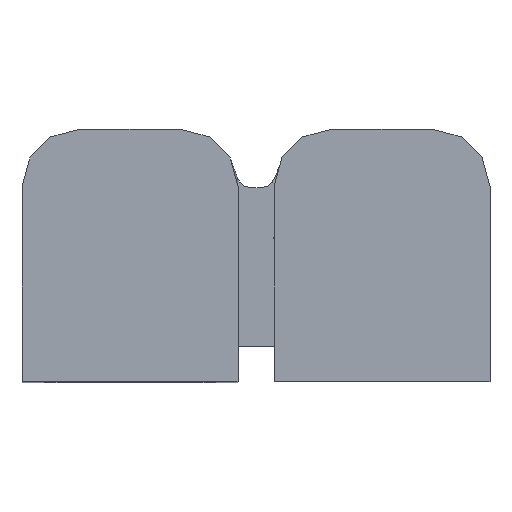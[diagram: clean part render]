
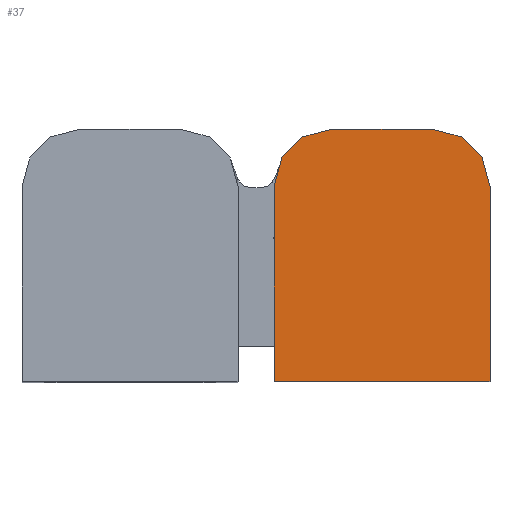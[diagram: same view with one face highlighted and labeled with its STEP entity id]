
A CAD part, top view. The second image highlights one B-rep face of the part: STEP entity #37.
In plain terms, the highlighted planar face has unit normal (0, 0, 1).
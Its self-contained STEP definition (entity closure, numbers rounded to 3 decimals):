
#37=ADVANCED_FACE('',(#405),#4844,.T.);
#405=FACE_OUTER_BOUND('',#775,.T.);
#775=EDGE_LOOP('',(#1203,#1204,#1205,#1206,#1207,#1208));
#1203=ORIENTED_EDGE('',*,*,#3167,.F.);
#1204=ORIENTED_EDGE('',*,*,#3171,.F.);
#1205=ORIENTED_EDGE('',*,*,#3174,.F.);
#1206=ORIENTED_EDGE('',*,*,#3183,.F.);
#1207=ORIENTED_EDGE('',*,*,#3186,.F.);
#1208=ORIENTED_EDGE('',*,*,#3188,.T.);
#3167=EDGE_CURVE('',#4174,#4175,#6194,.T.);
#3171=EDGE_CURVE('',#4177,#4174,#5520,.T.);
#3174=EDGE_CURVE('',#4179,#4177,#5523,.T.);
#3183=EDGE_CURVE('',#4185,#4179,#5532,.T.);
#3186=EDGE_CURVE('',#4187,#4185,#6196,.T.);
#3188=EDGE_CURVE('',#4187,#4175,#5534,.T.);
#4174=VERTEX_POINT('',#22841);
#4175=VERTEX_POINT('',#22842);
#4177=VERTEX_POINT('',#22844);
#4179=VERTEX_POINT('',#22846);
#4185=VERTEX_POINT('',#22852);
#4187=VERTEX_POINT('',#22854);
#4844=PLANE('',#6728);
#5520=B_SPLINE_CURVE_WITH_KNOTS('',1,(#23120,#23121),.UNSPECIFIED.,.F.,
 .F.,(2,2),(0.,13.5),.UNSPECIFIED.);
#5523=B_SPLINE_CURVE_WITH_KNOTS('',1,(#23126,#23127),.UNSPECIFIED.,.F.,
 .F.,(2,2),(0.,15.),.UNSPECIFIED.);
#5532=B_SPLINE_CURVE_WITH_KNOTS('',1,(#23144,#23145),.UNSPECIFIED.,.F.,
 .F.,(2,2),(0.,13.5),.UNSPECIFIED.);
#5534=B_SPLINE_CURVE_WITH_KNOTS('',1,(#23156,#23157),.UNSPECIFIED.,.F.,
 .F.,(2,2),(0.,7.),.UNSPECIFIED.);
#6194=TRIMMED_CURVE($,#6374,(#23112),(#23113),.T.,.CARTESIAN.);
#6196=TRIMMED_CURVE($,#6376,(#23152),(#23153),.T.,.CARTESIAN.);
#6374=CIRCLE('',#6765,4.);
#6376=CIRCLE('',#6767,4.);
#6728=AXIS2_PLACEMENT_3D('',#22795,#7298,$);
#6765=AXIS2_PLACEMENT_3D($,#23111,#7340,#7341);
#6767=AXIS2_PLACEMENT_3D($,#23151,#7344,#7345);
#7298=DIRECTION('',(0.,0.,1.));
#7340=DIRECTION('',(0.,0.,-1.));
#7341=DIRECTION('',(-1.,0.,0.));
#7344=DIRECTION('',(0.,0.,-1.));
#7345=DIRECTION('',(0.,1.,0.));
#22795=CARTESIAN_POINT('',(9.788,21.488,33.616));
#22841=CARTESIAN_POINT('',(11.3,36.75,33.616));
#22842=CARTESIAN_POINT('',(15.3,40.75,33.616));
#22844=CARTESIAN_POINT('',(11.3,23.25,33.616));
#22846=CARTESIAN_POINT('',(26.3,23.25,33.616));
#22852=CARTESIAN_POINT('',(26.3,36.75,33.616));
#22854=CARTESIAN_POINT('',(22.3,40.75,33.616));
#23111=CARTESIAN_POINT('',(15.3,36.75,33.616));
#23112=CARTESIAN_POINT('',(11.3,36.75,33.616));
#23113=CARTESIAN_POINT('',(15.3,40.75,33.616));
#23120=CARTESIAN_POINT('',(11.3,23.25,33.616));
#23121=CARTESIAN_POINT('',(11.3,36.75,33.616));
#23126=CARTESIAN_POINT('',(26.3,23.25,33.616));
#23127=CARTESIAN_POINT('',(11.3,23.25,33.616));
#23144=CARTESIAN_POINT('',(26.3,36.75,33.616));
#23145=CARTESIAN_POINT('',(26.3,23.25,33.616));
#23151=CARTESIAN_POINT('',(22.3,36.75,33.616));
#23152=CARTESIAN_POINT('',(22.3,40.75,33.616));
#23153=CARTESIAN_POINT('',(26.3,36.75,33.616));
#23156=CARTESIAN_POINT('',(22.3,40.75,33.616));
#23157=CARTESIAN_POINT('',(15.3,40.75,33.616));
